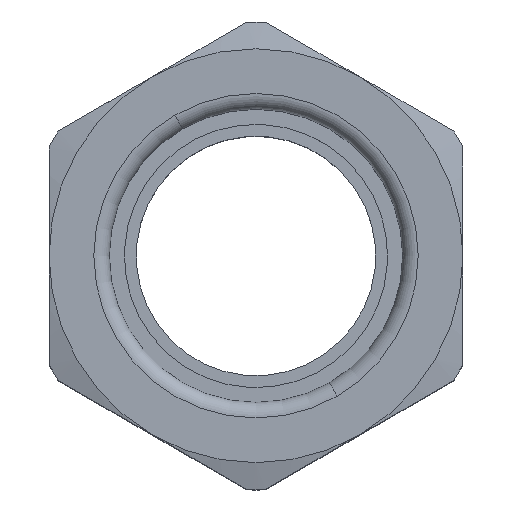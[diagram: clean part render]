
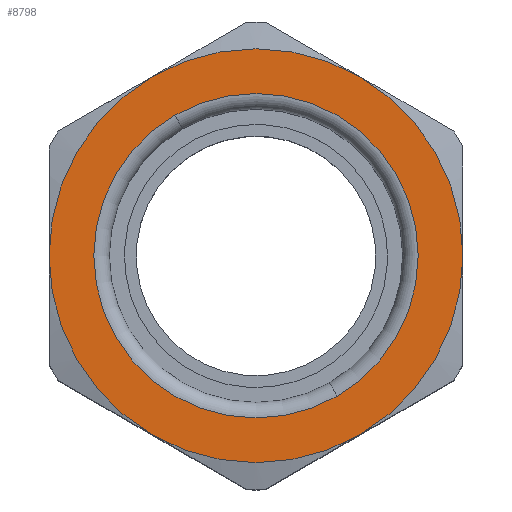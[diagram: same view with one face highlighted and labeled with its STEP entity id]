
A CAD part, top view. The second image highlights one B-rep face of the part: STEP entity #8798.
In plain terms, the highlighted face is planar.
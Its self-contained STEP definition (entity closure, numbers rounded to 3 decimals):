
#494 = DIRECTION ( 'NONE',  ( 0., 0., -1. ) ) ;
#1296 = DIRECTION ( 'NONE',  ( 0., 0., -1. ) ) ;
#2131 = DIRECTION ( 'NONE',  ( 0., 0., -1. ) ) ;
#2410 = CARTESIAN_POINT ( 'NONE',  ( -34.641, 8., -20. ) ) ;
#2670 = CARTESIAN_POINT ( 'NONE',  ( 0., 8., 0. ) ) ;
#2806 = CIRCLE ( 'NONE', #12952, 31.35 ) ;
#3301 = ORIENTED_EDGE ( 'NONE', *, *, #11399, .F. ) ;
#3407 = CIRCLE ( 'NONE', #21148, 40. ) ;
#3480 = EDGE_CURVE ( 'NONE', #25912, #9436, #26384, .T. ) ;
#3689 = DIRECTION ( 'NONE',  ( 0., -1., 0. ) ) ;
#4525 = ORIENTED_EDGE ( 'NONE', *, *, #15102, .T. ) ;
#4699 = CARTESIAN_POINT ( 'NONE',  ( 0., 8., 0. ) ) ;
#5205 = DIRECTION ( 'NONE',  ( 0., 0., -1. ) ) ;
#5480 = CARTESIAN_POINT ( 'NONE',  ( 0., 8., 0. ) ) ;
#5789 = CIRCLE ( 'NONE', #10845, 40. ) ;
#5817 = CARTESIAN_POINT ( 'NONE',  ( 34.641, 8., -20. ) ) ;
#6157 = PLANE ( 'NONE',  #16094 ) ;
#6250 = CARTESIAN_POINT ( 'NONE',  ( 0., 8., 0. ) ) ;
#6426 = DIRECTION ( 'NONE',  ( 0., -1., 0. ) ) ;
#6992 = VERTEX_POINT ( 'NONE', #5817 ) ;
#7017 = FACE_BOUND ( 'NONE', #30648, .T. ) ;
#7745 = DIRECTION ( 'NONE',  ( 0., -1., 0. ) ) ;
#8109 = DIRECTION ( 'NONE',  ( 0., -1., 0. ) ) ;
#8798 = ADVANCED_FACE ( 'NONE', ( #7017, #26409 ), #6157, .T. ) ;
#9436 = VERTEX_POINT ( 'NONE', #22005 ) ;
#9473 = CIRCLE ( 'NONE', #20121, 40. ) ;
#9925 = AXIS2_PLACEMENT_3D ( 'NONE', #16743, #6426, #2131 ) ;
#10424 = ORIENTED_EDGE ( 'NONE', *, *, #26194, .T. ) ;
#10489 = CARTESIAN_POINT ( 'NONE',  ( 0., 8., 0. ) ) ;
#10845 = AXIS2_PLACEMENT_3D ( 'NONE', #2670, #7745, #5205 ) ;
#11399 = EDGE_CURVE ( 'NONE', #24856, #6992, #3407, .T. ) ;
#12003 = DIRECTION ( 'NONE',  ( 0., 0., -1. ) ) ;
#12104 = VERTEX_POINT ( 'NONE', #25933 ) ;
#12238 = VERTEX_POINT ( 'NONE', #14802 ) ;
#12396 = DIRECTION ( 'NONE',  ( 0., 0., 1. ) ) ;
#12933 = CARTESIAN_POINT ( 'NONE',  ( 0., 8., -40. ) ) ;
#12952 = AXIS2_PLACEMENT_3D ( 'NONE', #13404, #22944, #15947 ) ;
#13404 = CARTESIAN_POINT ( 'NONE',  ( 0., 8., 0. ) ) ;
#14068 = CARTESIAN_POINT ( 'NONE',  ( 34.641, 8., 20. ) ) ;
#14553 = DIRECTION ( 'NONE',  ( 0., -1., 0. ) ) ;
#14802 = CARTESIAN_POINT ( 'NONE',  ( 0., 8., 31.35 ) ) ;
#14978 = CIRCLE ( 'NONE', #9925, 40. ) ;
#15102 = EDGE_CURVE ( 'NONE', #12238, #12104, #2806, .T. ) ;
#15167 = DIRECTION ( 'NONE',  ( 0., -1., 0. ) ) ;
#15316 = EDGE_CURVE ( 'NONE', #31042, #27685, #14978, .T. ) ;
#15933 = DIRECTION ( 'NONE',  ( 0., 0., -1. ) ) ;
#15947 = DIRECTION ( 'NONE',  ( 0., 0., 1. ) ) ;
#16060 = ORIENTED_EDGE ( 'NONE', *, *, #3480, .F. ) ;
#16094 = AXIS2_PLACEMENT_3D ( 'NONE', #17172, #29562, #12396 ) ;
#16743 = CARTESIAN_POINT ( 'NONE',  ( 0., 8., 0. ) ) ;
#17172 = CARTESIAN_POINT ( 'NONE',  ( 0., 8., 0. ) ) ;
#18923 = CARTESIAN_POINT ( 'NONE',  ( 0., 8., 0. ) ) ;
#19059 = AXIS2_PLACEMENT_3D ( 'NONE', #4699, #14553, #12003 ) ;
#19864 = EDGE_CURVE ( 'NONE', #27685, #24856, #26157, .T. ) ;
#20121 = AXIS2_PLACEMENT_3D ( 'NONE', #18923, #3689, #1296 ) ;
#20485 = CIRCLE ( 'NONE', #30638, 31.35 ) ;
#20860 = DIRECTION ( 'NONE',  ( 0., -1., 0. ) ) ;
#21148 = AXIS2_PLACEMENT_3D ( 'NONE', #10489, #8109, #494 ) ;
#21286 = AXIS2_PLACEMENT_3D ( 'NONE', #6250, #20860, #15933 ) ;
#21408 = CARTESIAN_POINT ( 'NONE',  ( -34.641, 8., 20. ) ) ;
#21556 = EDGE_CURVE ( 'NONE', #9436, #31042, #9473, .T. ) ;
#21619 = ORIENTED_EDGE ( 'NONE', *, *, #15316, .F. ) ;
#22005 = CARTESIAN_POINT ( 'NONE',  ( 0., 8., 40. ) ) ;
#22096 = EDGE_LOOP ( 'NONE', ( #23299, #16060, #29221, #3301, #30950, #21619 ) ) ;
#22944 = DIRECTION ( 'NONE',  ( 0., -1., 0. ) ) ;
#23299 = ORIENTED_EDGE ( 'NONE', *, *, #21556, .F. ) ;
#24856 = VERTEX_POINT ( 'NONE', #12933 ) ;
#25682 = EDGE_CURVE ( 'NONE', #6992, #25912, #5789, .T. ) ;
#25912 = VERTEX_POINT ( 'NONE', #14068 ) ;
#25933 = CARTESIAN_POINT ( 'NONE',  ( 0., 8., -31.35 ) ) ;
#26157 = CIRCLE ( 'NONE', #19059, 40. ) ;
#26194 = EDGE_CURVE ( 'NONE', #12104, #12238, #20485, .T. ) ;
#26384 = CIRCLE ( 'NONE', #21286, 40. ) ;
#26409 = FACE_OUTER_BOUND ( 'NONE', #22096, .T. ) ;
#27685 = VERTEX_POINT ( 'NONE', #2410 ) ;
#29221 = ORIENTED_EDGE ( 'NONE', *, *, #25682, .F. ) ;
#29562 = DIRECTION ( 'NONE',  ( 0., 1., 0. ) ) ;
#29781 = DIRECTION ( 'NONE',  ( 0., 0., 1. ) ) ;
#30638 = AXIS2_PLACEMENT_3D ( 'NONE', #5480, #15167, #29781 ) ;
#30648 = EDGE_LOOP ( 'NONE', ( #4525, #10424 ) ) ;
#30950 = ORIENTED_EDGE ( 'NONE', *, *, #19864, .F. ) ;
#31042 = VERTEX_POINT ( 'NONE', #21408 ) ;
